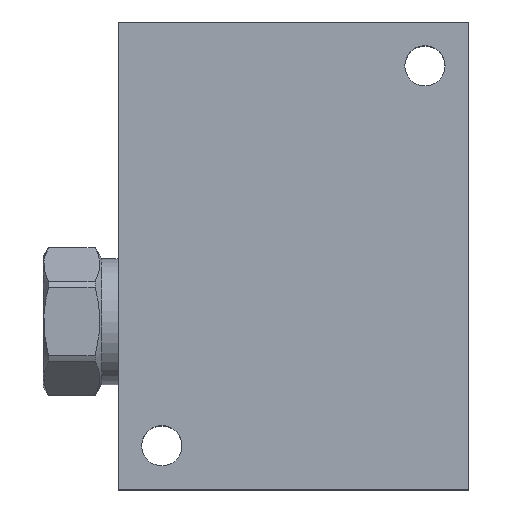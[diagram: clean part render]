
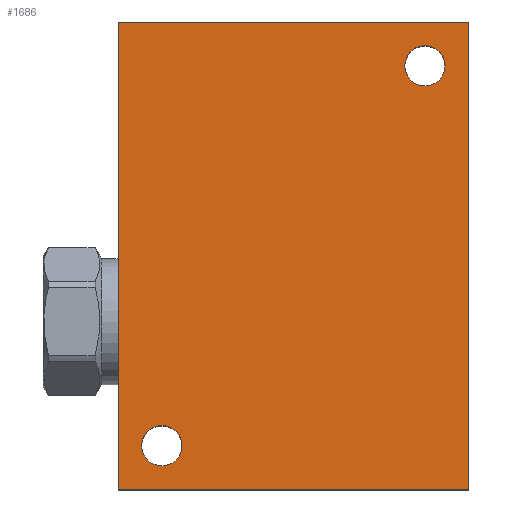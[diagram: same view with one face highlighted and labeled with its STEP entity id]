
A CAD part, top view. The second image highlights one B-rep face of the part: STEP entity #1686.
In plain terms, the highlighted planar face has unit normal (0, 0, 1).
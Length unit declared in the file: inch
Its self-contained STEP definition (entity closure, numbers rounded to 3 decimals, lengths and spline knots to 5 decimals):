
#93=DIRECTION('',(0.,-1.,0.));
#94=VECTOR('',#93,4.);
#95=CARTESIAN_POINT('',(0.,0.,1.75));
#96=LINE('',#95,#94);
#97=DIRECTION('',(-1.,0.,0.));
#98=VECTOR('',#97,3.);
#99=CARTESIAN_POINT('',(3.,0.,1.75));
#100=LINE('',#99,#98);
#101=DIRECTION('',(0.,1.,0.));
#102=VECTOR('',#101,4.);
#103=CARTESIAN_POINT('',(3.,-4.,1.75));
#104=LINE('',#103,#102);
#105=DIRECTION('',(1.,0.,0.));
#106=VECTOR('',#105,3.);
#107=CARTESIAN_POINT('',(0.,-4.,1.75));
#108=LINE('',#107,#106);
#109=CARTESIAN_POINT('',(2.625,-0.375,1.75));
#110=DIRECTION('',(0.,0.,-1.));
#111=DIRECTION('',(-1.,0.,0.));
#112=AXIS2_PLACEMENT_3D('',#109,#110,#111);
#114=CARTESIAN_POINT('',(2.625,-0.375,1.75));
#115=DIRECTION('',(0.,0.,-1.));
#116=DIRECTION('',(1.,0.,0.));
#117=AXIS2_PLACEMENT_3D('',#114,#115,#116);
#119=CARTESIAN_POINT('',(0.375,-3.625,1.75));
#120=DIRECTION('',(0.,0.,-1.));
#121=DIRECTION('',(-1.,0.,0.));
#122=AXIS2_PLACEMENT_3D('',#119,#120,#121);
#124=CARTESIAN_POINT('',(0.375,-3.625,1.75));
#125=DIRECTION('',(0.,0.,-1.));
#126=DIRECTION('',(1.,0.,0.));
#127=AXIS2_PLACEMENT_3D('',#124,#125,#126);
#1355=CARTESIAN_POINT('',(0.,0.,1.75));
#1356=CARTESIAN_POINT('',(0.,-4.,1.75));
#1357=VERTEX_POINT('',#1355);
#1358=VERTEX_POINT('',#1356);
#1359=CARTESIAN_POINT('',(3.,-4.,1.75));
#1360=VERTEX_POINT('',#1359);
#1361=CARTESIAN_POINT('',(3.,0.,1.75));
#1362=VERTEX_POINT('',#1361);
#1367=CARTESIAN_POINT('',(2.453,-0.375,1.75));
#1368=CARTESIAN_POINT('',(2.797,-0.375,1.75));
#1369=VERTEX_POINT('',#1367);
#1370=VERTEX_POINT('',#1368);
#1375=CARTESIAN_POINT('',(0.203,-3.625,1.75));
#1376=CARTESIAN_POINT('',(0.547,-3.625,1.75));
#1377=VERTEX_POINT('',#1375);
#1378=VERTEX_POINT('',#1376);
#1663=CARTESIAN_POINT('',(0.,0.,1.75));
#1664=DIRECTION('',(0.,0.,1.));
#1665=DIRECTION('',(1.,0.,0.));
#1666=AXIS2_PLACEMENT_3D('',#1663,#1664,#1665);
#1667=PLANE('',#1666);
#1668=ORIENTED_EDGE('',*,*,#1591,.F.);
#1669=ORIENTED_EDGE('',*,*,#1612,.F.);
#1670=ORIENTED_EDGE('',*,*,#1632,.F.);
#1671=ORIENTED_EDGE('',*,*,#1651,.F.);
#1672=EDGE_LOOP('',(#1668,#1669,#1670,#1671));
#1673=FACE_OUTER_BOUND('',#1672,.F.);
#1675=ORIENTED_EDGE('',*,*,#1674,.F.);
#1677=ORIENTED_EDGE('',*,*,#1676,.F.);
#1678=EDGE_LOOP('',(#1675,#1677));
#1679=FACE_BOUND('',#1678,.F.);
#1681=ORIENTED_EDGE('',*,*,#1680,.F.);
#1683=ORIENTED_EDGE('',*,*,#1682,.F.);
#1684=EDGE_LOOP('',(#1681,#1683));
#1685=FACE_BOUND('',#1684,.F.);
#1686=ADVANCED_FACE('',(#1673,#1679,#1685),#1667,.T.);
#113=CIRCLE('',#112,0.172);
#118=CIRCLE('',#117,0.172);
#123=CIRCLE('',#122,0.172);
#128=CIRCLE('',#127,0.172);
#1591=EDGE_CURVE('',#1357,#1358,#96,.T.);
#1612=EDGE_CURVE('',#1362,#1357,#100,.T.);
#1632=EDGE_CURVE('',#1360,#1362,#104,.T.);
#1651=EDGE_CURVE('',#1358,#1360,#108,.T.);
#1674=EDGE_CURVE('',#1369,#1370,#113,.T.);
#1676=EDGE_CURVE('',#1370,#1369,#118,.T.);
#1680=EDGE_CURVE('',#1377,#1378,#123,.T.);
#1682=EDGE_CURVE('',#1378,#1377,#128,.T.);
